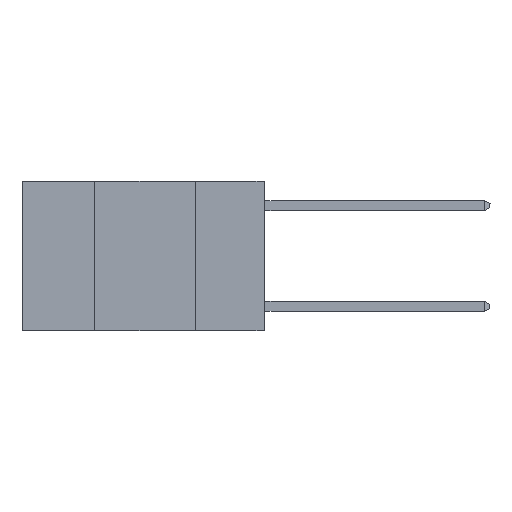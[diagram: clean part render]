
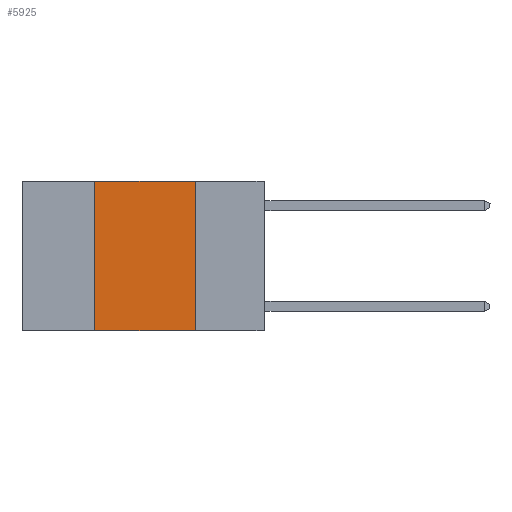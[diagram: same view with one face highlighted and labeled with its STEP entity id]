
A CAD part, left-side view. The second image highlights one B-rep face of the part: STEP entity #5925.
In plain terms, the highlighted planar face has unit normal (-1, 0, 0).
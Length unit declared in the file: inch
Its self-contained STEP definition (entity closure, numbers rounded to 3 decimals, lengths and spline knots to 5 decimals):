
#88 = LINE ( 'NONE', #14523, #7319 ) ;
#99 = EDGE_LOOP ( 'NONE', ( #14398, #15403, #11028, #9401 ) ) ;
#266 = DIRECTION ( 'NONE',  ( 1., 0., 0. ) ) ;
#280 = DIRECTION ( 'NONE',  ( 0., -1., 0. ) ) ;
#850 = CARTESIAN_POINT ( 'NONE',  ( 0., 0.17, 0. ) ) ;
#1453 = DIRECTION ( 'NONE',  ( 0., 0., 1. ) ) ;
#1479 = PLANE ( 'NONE',  #2737 ) ;
#2737 = AXIS2_PLACEMENT_3D ( 'NONE', #6319, #266, #4329 ) ;
#3105 = EDGE_CURVE ( 'NONE', #3577, #10341, #12267, .T. ) ;
#3577 = VERTEX_POINT ( 'NONE', #15045 ) ;
#3875 = LINE ( 'NONE', #6242, #8933 ) ;
#4329 = DIRECTION ( 'NONE',  ( 0., 0., -1. ) ) ;
#5918 = LINE ( 'NONE', #850, #13696 ) ;
#5925 = ADVANCED_FACE ( 'NONE', ( #13379 ), #1479, .F. ) ;
#6242 = CARTESIAN_POINT ( 'NONE',  ( 0., 0.6, 0. ) ) ;
#6319 = CARTESIAN_POINT ( 'NONE',  ( 0., 0.6, 0. ) ) ;
#6776 = DIRECTION ( 'NONE',  ( 0., 0., -1. ) ) ;
#7106 = CARTESIAN_POINT ( 'NONE',  ( 0., 0.17, -0.37 ) ) ;
#7319 = VECTOR ( 'NONE', #1453, 39.37008 ) ;
#7838 = CARTESIAN_POINT ( 'NONE',  ( 0., 0.42, 0. ) ) ;
#8067 = VECTOR ( 'NONE', #280, 39.37008 ) ;
#8246 = EDGE_CURVE ( 'NONE', #3577, #11551, #88, .T. ) ;
#8360 = VERTEX_POINT ( 'NONE', #13169 ) ;
#8933 = VECTOR ( 'NONE', #11232, 39.37008 ) ;
#9401 = ORIENTED_EDGE ( 'NONE', *, *, #3105, .T. ) ;
#10341 = VERTEX_POINT ( 'NONE', #7106 ) ;
#10369 = EDGE_CURVE ( 'NONE', #11551, #8360, #3875, .T. ) ;
#11028 = ORIENTED_EDGE ( 'NONE', *, *, #8246, .F. ) ;
#11232 = DIRECTION ( 'NONE',  ( 0., -1., 0. ) ) ;
#11551 = VERTEX_POINT ( 'NONE', #7838 ) ;
#12267 = LINE ( 'NONE', #14694, #8067 ) ;
#13169 = CARTESIAN_POINT ( 'NONE',  ( 0., 0.17, 0. ) ) ;
#13379 = FACE_OUTER_BOUND ( 'NONE', #99, .T. ) ;
#13696 = VECTOR ( 'NONE', #6776, 39.37008 ) ;
#14398 = ORIENTED_EDGE ( 'NONE', *, *, #15143, .F. ) ;
#14523 = CARTESIAN_POINT ( 'NONE',  ( 0., 0.42, 0. ) ) ;
#14694 = CARTESIAN_POINT ( 'NONE',  ( 0., 0.6, -0.37 ) ) ;
#15045 = CARTESIAN_POINT ( 'NONE',  ( 0., 0.42, -0.37 ) ) ;
#15143 = EDGE_CURVE ( 'NONE', #8360, #10341, #5918, .T. ) ;
#15403 = ORIENTED_EDGE ( 'NONE', *, *, #10369, .F. ) ;
